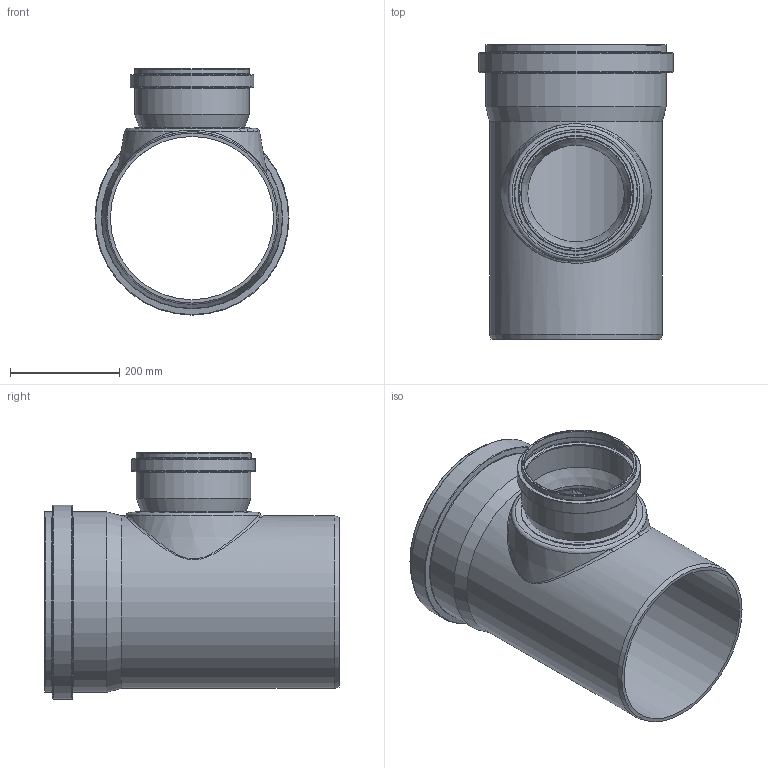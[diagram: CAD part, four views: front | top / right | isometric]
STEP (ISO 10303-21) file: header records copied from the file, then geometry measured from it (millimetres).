
FILE_DESCRIPTION(/* description */ (''),/* implementation_level */ '2;1');
FILE_NAME(/* name */ '225420 KGEA Abzweig DN_OD 315_200_87°.stp',/* time_stamp */ '2017-04-29T12:00:19+02:00',/* author */ ('user1'),/* organization */ (''),/* preprocessor_version */ 'ST-DEVELOPER v16.1',/* originating_system */ 'Autodesk Inventor 2016',/* authorisation */ '');
FILE_SCHEMA (('AUTOMOTIVE_DESIGN { 1 0 10303 214 3 1 1 }'));
Length unit declared in the file: millimetre
Products named in the file (4): 225420 KGEA Abzweig DN_OD 315_200_87°; 225420 KGEA Abzweig DN_OD 315_200_87° Dichtung; 225420 KGEA Abzweig DN_OD 315_200_87° Abzweig; 225420 KGEA Abzweig DN_OD 315_200_87°_1
Assembly tree (3 placements, depth 2):
  225420 KGEA Abzweig DN_OD 315_200_87°_1
    225420 KGEA Abzweig DN_OD 315_200_87°
    225420 KGEA Abzweig DN_OD 315_200_87° Dichtung
    225420 KGEA Abzweig DN_OD 315_200_87° Abzweig
Bounding box: 354.7 x 538 x 450 mm (x, y, z)
Volume: 4912398.1 mm3; surface area: 1331366.4 mm2
Topology: 3 solids, 3 shells, 83 faces, 157 edges, 87 vertices
Faces by surface type: torus 25, cylinder 23, cone 17, plane 13, bspline 5
Full cylindrical faces by diameter (mm): 176.5 x1, 187.5 x1, 187.7 x1, 196.5 x2, 200.6 x1, 200.9 x2, 209.4 x1, 209.7 x1, 212 x2, 217 x1, 225.8 x1, 298.2 x1, 315.6 x1, 316 x1, 316.3 x2, 329.8 x1, 330.1 x1, 340.9 x1, 354.7 x1
Entity records: 2524 total; most frequent: CARTESIAN_POINT 1001, DIRECTION 334, ORIENTED_EDGE 184, AXIS2_PLACEMENT_3D 167, EDGE_LOOP 161, EDGE_CURVE 92, VERTEX_POINT 85, FACE_OUTER_BOUND 83
